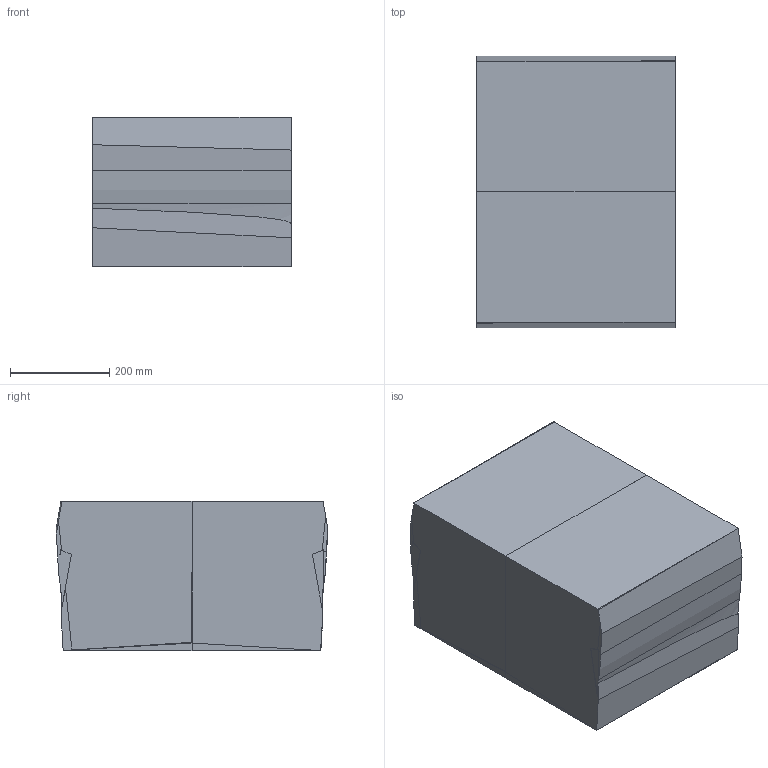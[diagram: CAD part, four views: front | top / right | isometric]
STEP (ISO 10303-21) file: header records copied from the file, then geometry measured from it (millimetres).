
FILE_DESCRIPTION (( 'STEP AP203' ), '1' );
FILE_NAME ('Chassis_Simplified.STEP', '2021-05-11T20:29:59', ( '' ), ( '' ), 'SwSTEP 2.0', 'SolidWorks 2018', '' );
FILE_SCHEMA (( 'CONFIG_CONTROL_DESIGN' ));
Length unit declared in the file: millimetre
Products named in the file (1): Chassis_Simplified
Bounding box: 401.79 x 546.73 x 300.47 mm (x, y, z)
Volume: 63986655.7 mm3; surface area: 980013 mm2
Topology: 1 solids, 1 shells, 68 faces, 178 edges, 112 vertices
Faces by surface type: plane 64, bspline 4
Entity records: 2231 total; most frequent: CARTESIAN_POINT 527, ORIENTED_EDGE 356, DIRECTION 296, EDGE_CURVE 178, LINE 166, VECTOR 166, VERTEX_POINT 112, FACE_OUTER_BOUND 68
